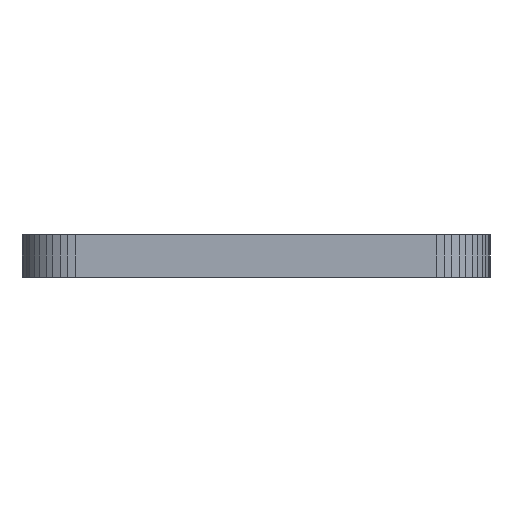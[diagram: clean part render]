
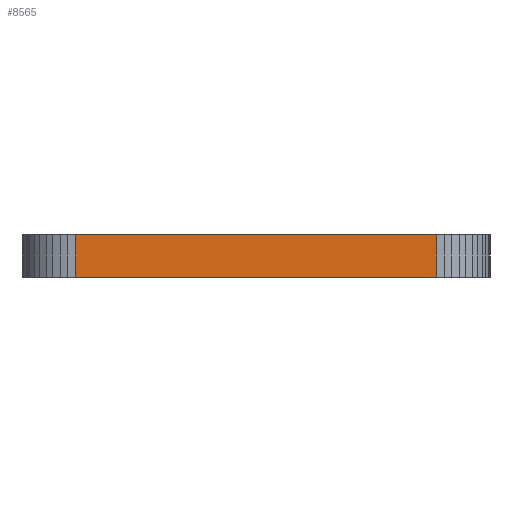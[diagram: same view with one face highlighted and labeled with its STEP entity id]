
A CAD part, left-side view. The second image highlights one B-rep face of the part: STEP entity #8565.
In plain terms, the highlighted planar face has unit normal (-1, 0, 0).
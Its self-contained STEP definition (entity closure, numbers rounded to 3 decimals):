
#90 = PLANE('',#91);
#91 = AXIS2_PLACEMENT_3D('',#92,#93,#94);
#92 = CARTESIAN_POINT('',(148.507,-105.004,1.6));
#93 = DIRECTION('',(-0.,-0.,-1.));
#94 = DIRECTION('',(-1.,0.,0.));
#144 = PLANE('',#145);
#145 = AXIS2_PLACEMENT_3D('',#146,#147,#148);
#146 = CARTESIAN_POINT('',(148.507,-105.004,0.));
#147 = DIRECTION('',(-0.,-0.,-1.));
#148 = DIRECTION('',(-1.,0.,0.));
#1605 = VERTEX_POINT('',#1606);
#1606 = CARTESIAN_POINT('',(137.95,-111.862,0.));
#1620 = PLANE('',#1621);
#1621 = AXIS2_PLACEMENT_3D('',#1622,#1623,#1624);
#1622 = CARTESIAN_POINT('',(137.979,-112.157,0.));
#1623 = DIRECTION('',(-0.995,-0.096,0.));
#1624 = DIRECTION('',(-0.096,0.995,0.));
#1632 = EDGE_CURVE('',#1605,#1633,#1635,.T.);
#1633 = VERTEX_POINT('',#1634);
#1634 = CARTESIAN_POINT('',(137.95,-98.146,0.));
#1635 = SURFACE_CURVE('',#1636,(#1640,#1647),.PCURVE_S1.);
#1636 = LINE('',#1637,#1638);
#1637 = CARTESIAN_POINT('',(137.95,-111.862,0.));
#1638 = VECTOR('',#1639,1.);
#1639 = DIRECTION('',(0.,1.,0.));
#1640 = PCURVE('',#144,#1641);
#1641 = DEFINITIONAL_REPRESENTATION('',(#1642),#1646);
#1642 = LINE('',#1643,#1644);
#1643 = CARTESIAN_POINT('',(10.557,-6.858));
#1644 = VECTOR('',#1645,1.);
#1645 = DIRECTION('',(0.,1.));
#1646 = ( GEOMETRIC_REPRESENTATION_CONTEXT(2) 
PARAMETRIC_REPRESENTATION_CONTEXT() REPRESENTATION_CONTEXT('2D SPACE',''
  ) );
#1647 = PCURVE('',#1648,#1653);
#1648 = PLANE('',#1649);
#1649 = AXIS2_PLACEMENT_3D('',#1650,#1651,#1652);
#1650 = CARTESIAN_POINT('',(137.95,-111.862,0.));
#1651 = DIRECTION('',(-1.,0.,0.));
#1652 = DIRECTION('',(0.,1.,0.));
#1653 = DEFINITIONAL_REPRESENTATION('',(#1654),#1658);
#1654 = LINE('',#1655,#1656);
#1655 = CARTESIAN_POINT('',(0.,0.));
#1656 = VECTOR('',#1657,1.);
#1657 = DIRECTION('',(1.,0.));
#1658 = ( GEOMETRIC_REPRESENTATION_CONTEXT(2) 
PARAMETRIC_REPRESENTATION_CONTEXT() REPRESENTATION_CONTEXT('2D SPACE',''
  ) );
#1676 = PLANE('',#1677);
#1677 = AXIS2_PLACEMENT_3D('',#1678,#1679,#1680);
#1678 = CARTESIAN_POINT('',(137.95,-98.146,0.));
#1679 = DIRECTION('',(-0.995,0.096,0.));
#1680 = DIRECTION('',(0.096,0.995,0.));
#5499 = VERTEX_POINT('',#5500);
#5500 = CARTESIAN_POINT('',(137.95,-111.862,1.6));
#5521 = EDGE_CURVE('',#5499,#5522,#5524,.T.);
#5522 = VERTEX_POINT('',#5523);
#5523 = CARTESIAN_POINT('',(137.95,-98.146,1.6));
#5524 = SURFACE_CURVE('',#5525,(#5529,#5536),.PCURVE_S1.);
#5525 = LINE('',#5526,#5527);
#5526 = CARTESIAN_POINT('',(137.95,-111.862,1.6));
#5527 = VECTOR('',#5528,1.);
#5528 = DIRECTION('',(0.,1.,0.));
#5529 = PCURVE('',#90,#5530);
#5530 = DEFINITIONAL_REPRESENTATION('',(#5531),#5535);
#5531 = LINE('',#5532,#5533);
#5532 = CARTESIAN_POINT('',(10.557,-6.858));
#5533 = VECTOR('',#5534,1.);
#5534 = DIRECTION('',(0.,1.));
#5535 = ( GEOMETRIC_REPRESENTATION_CONTEXT(2) 
PARAMETRIC_REPRESENTATION_CONTEXT() REPRESENTATION_CONTEXT('2D SPACE',''
  ) );
#5536 = PCURVE('',#1648,#5537);
#5537 = DEFINITIONAL_REPRESENTATION('',(#5538),#5542);
#5538 = LINE('',#5539,#5540);
#5539 = CARTESIAN_POINT('',(0.,-1.6));
#5540 = VECTOR('',#5541,1.);
#5541 = DIRECTION('',(1.,0.));
#5542 = ( GEOMETRIC_REPRESENTATION_CONTEXT(2) 
PARAMETRIC_REPRESENTATION_CONTEXT() REPRESENTATION_CONTEXT('2D SPACE',''
  ) );
#8542 = EDGE_CURVE('',#1633,#5522,#8543,.T.);
#8543 = SURFACE_CURVE('',#8544,(#8548,#8555),.PCURVE_S1.);
#8544 = LINE('',#8545,#8546);
#8545 = CARTESIAN_POINT('',(137.95,-98.146,0.));
#8546 = VECTOR('',#8547,1.);
#8547 = DIRECTION('',(0.,0.,1.));
#8548 = PCURVE('',#1676,#8549);
#8549 = DEFINITIONAL_REPRESENTATION('',(#8550),#8554);
#8550 = LINE('',#8551,#8552);
#8551 = CARTESIAN_POINT('',(0.,0.));
#8552 = VECTOR('',#8553,1.);
#8553 = DIRECTION('',(0.,-1.));
#8554 = ( GEOMETRIC_REPRESENTATION_CONTEXT(2) 
PARAMETRIC_REPRESENTATION_CONTEXT() REPRESENTATION_CONTEXT('2D SPACE',''
  ) );
#8555 = PCURVE('',#1648,#8556);
#8556 = DEFINITIONAL_REPRESENTATION('',(#8557),#8561);
#8557 = LINE('',#8558,#8559);
#8558 = CARTESIAN_POINT('',(13.716,0.));
#8559 = VECTOR('',#8560,1.);
#8560 = DIRECTION('',(0.,-1.));
#8561 = ( GEOMETRIC_REPRESENTATION_CONTEXT(2) 
PARAMETRIC_REPRESENTATION_CONTEXT() REPRESENTATION_CONTEXT('2D SPACE',''
  ) );
#8565 = ADVANCED_FACE('',(#8566),#1648,.T.);
#8566 = FACE_BOUND('',#8567,.T.);
#8567 = EDGE_LOOP('',(#8568,#8589,#8590,#8591));
#8568 = ORIENTED_EDGE('',*,*,#8569,.T.);
#8569 = EDGE_CURVE('',#1605,#5499,#8570,.T.);
#8570 = SURFACE_CURVE('',#8571,(#8575,#8582),.PCURVE_S1.);
#8571 = LINE('',#8572,#8573);
#8572 = CARTESIAN_POINT('',(137.95,-111.862,0.));
#8573 = VECTOR('',#8574,1.);
#8574 = DIRECTION('',(0.,0.,1.));
#8575 = PCURVE('',#1648,#8576);
#8576 = DEFINITIONAL_REPRESENTATION('',(#8577),#8581);
#8577 = LINE('',#8578,#8579);
#8578 = CARTESIAN_POINT('',(0.,0.));
#8579 = VECTOR('',#8580,1.);
#8580 = DIRECTION('',(0.,-1.));
#8581 = ( GEOMETRIC_REPRESENTATION_CONTEXT(2) 
PARAMETRIC_REPRESENTATION_CONTEXT() REPRESENTATION_CONTEXT('2D SPACE',''
  ) );
#8582 = PCURVE('',#1620,#8583);
#8583 = DEFINITIONAL_REPRESENTATION('',(#8584),#8588);
#8584 = LINE('',#8585,#8586);
#8585 = CARTESIAN_POINT('',(0.297,0.));
#8586 = VECTOR('',#8587,1.);
#8587 = DIRECTION('',(0.,-1.));
#8588 = ( GEOMETRIC_REPRESENTATION_CONTEXT(2) 
PARAMETRIC_REPRESENTATION_CONTEXT() REPRESENTATION_CONTEXT('2D SPACE',''
  ) );
#8589 = ORIENTED_EDGE('',*,*,#5521,.T.);
#8590 = ORIENTED_EDGE('',*,*,#8542,.F.);
#8591 = ORIENTED_EDGE('',*,*,#1632,.F.);
